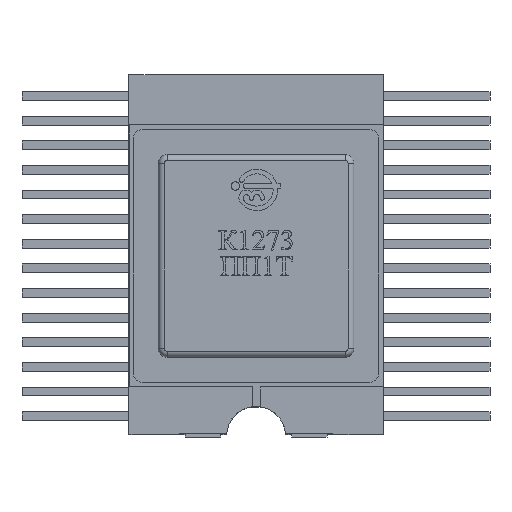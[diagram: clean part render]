
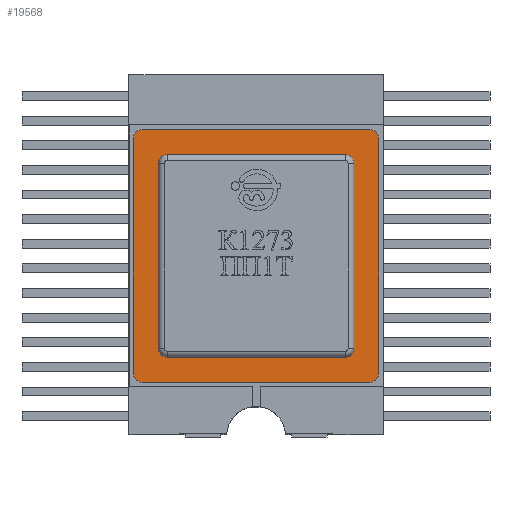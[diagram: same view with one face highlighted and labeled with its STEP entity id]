
A CAD part, top view. The second image highlights one B-rep face of the part: STEP entity #19568.
In plain terms, the highlighted planar face has unit normal (0, 0, 1).
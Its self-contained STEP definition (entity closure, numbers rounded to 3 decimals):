
#773=LINE('',#27144,#2519);
#774=LINE('',#27150,#2520);
#775=LINE('',#27160,#2521);
#776=LINE('',#27168,#2522);
#777=LINE('',#27172,#2523);
#778=LINE('',#27177,#2524);
#779=LINE('',#27181,#2525);
#780=LINE('',#27185,#2526);
#2519=VECTOR('',#22215,1000.);
#2520=VECTOR('',#22224,1000.);
#2521=VECTOR('',#22237,1000.);
#2522=VECTOR('',#22248,1000.);
#2523=VECTOR('',#22255,1000.);
#2524=VECTOR('',#22258,1000.);
#2525=VECTOR('',#22261,1000.);
#2526=VECTOR('',#22264,1000.);
#3735=CIRCLE('',#20441,0.45);
#3738=CIRCLE('',#20446,0.45);
#3742=CIRCLE('',#20452,0.45);
#3744=CIRCLE('',#20456,0.45);
#3745=CIRCLE('',#20458,0.45);
#3746=CIRCLE('',#20459,0.45);
#3747=CIRCLE('',#20460,0.45);
#3748=CIRCLE('',#20461,0.45);
#4921=ORIENTED_EDGE('',*,*,#8952,.T.);
#4922=ORIENTED_EDGE('',*,*,#8951,.T.);
#4923=ORIENTED_EDGE('',*,*,#8949,.T.);
#4924=ORIENTED_EDGE('',*,*,#8947,.T.);
#4925=ORIENTED_EDGE('',*,*,#8944,.T.);
#4926=ORIENTED_EDGE('',*,*,#8942,.T.);
#4927=ORIENTED_EDGE('',*,*,#8940,.T.);
#4928=ORIENTED_EDGE('',*,*,#8939,.T.);
#4929=ORIENTED_EDGE('',*,*,#8953,.F.);
#4930=ORIENTED_EDGE('',*,*,#8954,.F.);
#4931=ORIENTED_EDGE('',*,*,#8955,.F.);
#4932=ORIENTED_EDGE('',*,*,#8956,.F.);
#4933=ORIENTED_EDGE('',*,*,#8957,.F.);
#4934=ORIENTED_EDGE('',*,*,#8958,.F.);
#4935=ORIENTED_EDGE('',*,*,#8959,.F.);
#4936=ORIENTED_EDGE('',*,*,#8960,.F.);
#8939=EDGE_CURVE('',#10934,#10935,#773,.T.);
#8940=EDGE_CURVE('',#10936,#10934,#3735,.T.);
#8942=EDGE_CURVE('',#10937,#10936,#774,.T.);
#8944=EDGE_CURVE('',#10938,#10937,#3738,.T.);
#8947=EDGE_CURVE('',#10939,#10938,#775,.T.);
#8949=EDGE_CURVE('',#10940,#10939,#3742,.T.);
#8951=EDGE_CURVE('',#10941,#10940,#776,.T.);
#8952=EDGE_CURVE('',#10935,#10941,#3744,.T.);
#8953=EDGE_CURVE('',#10942,#10943,#777,.T.);
#8954=EDGE_CURVE('',#10944,#10942,#3745,.T.);
#8955=EDGE_CURVE('',#10945,#10944,#778,.T.);
#8956=EDGE_CURVE('',#10946,#10945,#3746,.T.);
#8957=EDGE_CURVE('',#10947,#10946,#779,.T.);
#8958=EDGE_CURVE('',#10948,#10947,#3747,.T.);
#8959=EDGE_CURVE('',#10949,#10948,#780,.T.);
#8960=EDGE_CURVE('',#10943,#10949,#3748,.T.);
#10934=VERTEX_POINT('',#27141);
#10935=VERTEX_POINT('',#27143);
#10936=VERTEX_POINT('',#27147);
#10937=VERTEX_POINT('',#27151);
#10938=VERTEX_POINT('',#27155);
#10939=VERTEX_POINT('',#27159);
#10940=VERTEX_POINT('',#27163);
#10941=VERTEX_POINT('',#27167);
#10942=VERTEX_POINT('',#27173);
#10943=VERTEX_POINT('',#27174);
#10944=VERTEX_POINT('',#27176);
#10945=VERTEX_POINT('',#27178);
#10946=VERTEX_POINT('',#27180);
#10947=VERTEX_POINT('',#27182);
#10948=VERTEX_POINT('',#27184);
#10949=VERTEX_POINT('',#27186);
#11927=EDGE_LOOP('',(#4921,#4922,#4923,#4924,#4925,#4926,#4927,#4928));
#11928=EDGE_LOOP('',(#4929,#4930,#4931,#4932,#4933,#4934,#4935,#4936));
#12717=FACE_BOUND('',#11927,.T.);
#12718=FACE_BOUND('',#11928,.T.);
#13460=PLANE('',#20457);
#19568=ADVANCED_FACE('',(#12717,#12718),#13460,.F.);
#20441=AXIS2_PLACEMENT_3D('',#27146,#22218,#22219);
#20446=AXIS2_PLACEMENT_3D('',#27154,#22229,#22230);
#20452=AXIS2_PLACEMENT_3D('',#27164,#22242,#22243);
#20456=AXIS2_PLACEMENT_3D('',#27170,#22251,#22252);
#20457=AXIS2_PLACEMENT_3D('',#27171,#22253,#22254);
#20458=AXIS2_PLACEMENT_3D('',#27175,#22256,#22257);
#20459=AXIS2_PLACEMENT_3D('',#27179,#22259,#22260);
#20460=AXIS2_PLACEMENT_3D('',#27183,#22262,#22263);
#20461=AXIS2_PLACEMENT_3D('',#27187,#22265,#22266);
#22215=DIRECTION('',(1.,0.,0.));
#22218=DIRECTION('',(0.,0.,-1.));
#22219=DIRECTION('',(0.,-1.,0.));
#22224=DIRECTION('',(0.,1.,0.));
#22229=DIRECTION('',(0.,0.,-1.));
#22230=DIRECTION('',(0.,1.,0.));
#22237=DIRECTION('',(-1.,0.,0.));
#22242=DIRECTION('',(0.,0.,-1.));
#22243=DIRECTION('',(0.,1.,0.));
#22248=DIRECTION('',(0.,-1.,0.));
#22251=DIRECTION('',(0.,0.,-1.));
#22252=DIRECTION('',(0.,-1.,0.));
#22253=DIRECTION('',(0.,0.,-1.));
#22254=DIRECTION('',(-1.,0.,0.));
#22255=DIRECTION('',(0.,-1.,0.));
#22256=DIRECTION('',(0.,0.,-1.));
#22257=DIRECTION('',(0.,-1.,0.));
#22258=DIRECTION('',(1.,0.,0.));
#22259=DIRECTION('',(0.,0.,-1.));
#22260=DIRECTION('',(0.,-1.,0.));
#22261=DIRECTION('',(0.,1.,0.));
#22262=DIRECTION('',(0.,0.,-1.));
#22263=DIRECTION('',(0.,1.,0.));
#22264=DIRECTION('',(-1.,0.,0.));
#22265=DIRECTION('',(0.,0.,-1.));
#22266=DIRECTION('',(0.,1.,0.));
#27141=CARTESIAN_POINT('',(-4.519,5.139,2.608));
#27143=CARTESIAN_POINT('',(4.519,5.139,2.608));
#27144=CARTESIAN_POINT('',(4.519,5.139,2.608));
#27146=CARTESIAN_POINT('',(-4.519,4.689,2.608));
#27147=CARTESIAN_POINT('',(-4.969,4.689,2.608));
#27150=CARTESIAN_POINT('',(-4.969,4.689,2.608));
#27151=CARTESIAN_POINT('',(-4.969,-4.689,2.608));
#27154=CARTESIAN_POINT('',(-4.519,-4.689,2.608));
#27155=CARTESIAN_POINT('',(-4.519,-5.139,2.608));
#27159=CARTESIAN_POINT('',(4.519,-5.139,2.608));
#27160=CARTESIAN_POINT('',(-4.519,-5.139,2.608));
#27163=CARTESIAN_POINT('',(4.969,-4.689,2.608));
#27164=CARTESIAN_POINT('',(4.519,-4.689,2.608));
#27167=CARTESIAN_POINT('',(4.969,4.689,2.608));
#27168=CARTESIAN_POINT('',(4.969,-4.689,2.608));
#27170=CARTESIAN_POINT('',(4.519,4.689,2.608));
#27171=CARTESIAN_POINT('',(5.775,-5.954,2.608));
#27172=CARTESIAN_POINT('',(6.225,-5.954,2.608));
#27173=CARTESIAN_POINT('',(6.225,5.954,2.608));
#27174=CARTESIAN_POINT('',(6.225,-5.954,2.608));
#27175=CARTESIAN_POINT('',(5.775,5.954,2.608));
#27176=CARTESIAN_POINT('',(5.775,6.404,2.608));
#27177=CARTESIAN_POINT('',(5.775,6.404,2.608));
#27178=CARTESIAN_POINT('',(-5.775,6.404,2.608));
#27179=CARTESIAN_POINT('',(-5.775,5.954,2.608));
#27180=CARTESIAN_POINT('',(-6.225,5.954,2.608));
#27181=CARTESIAN_POINT('',(-6.225,5.954,2.608));
#27182=CARTESIAN_POINT('',(-6.225,-5.954,2.608));
#27183=CARTESIAN_POINT('',(-5.775,-5.954,2.608));
#27184=CARTESIAN_POINT('',(-5.775,-6.404,2.608));
#27185=CARTESIAN_POINT('',(-5.775,-6.404,2.608));
#27186=CARTESIAN_POINT('',(5.775,-6.404,2.608));
#27187=CARTESIAN_POINT('',(5.775,-5.954,2.608));
